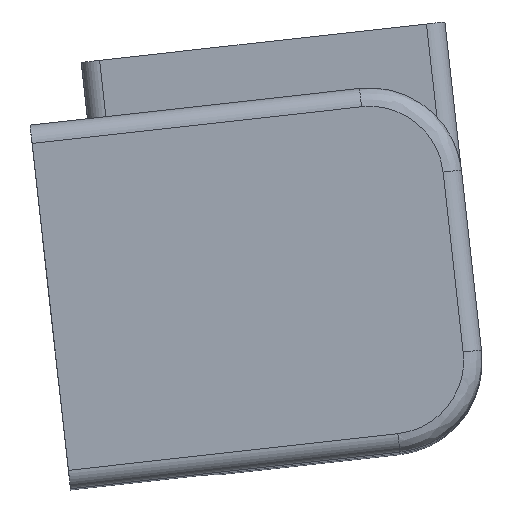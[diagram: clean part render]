
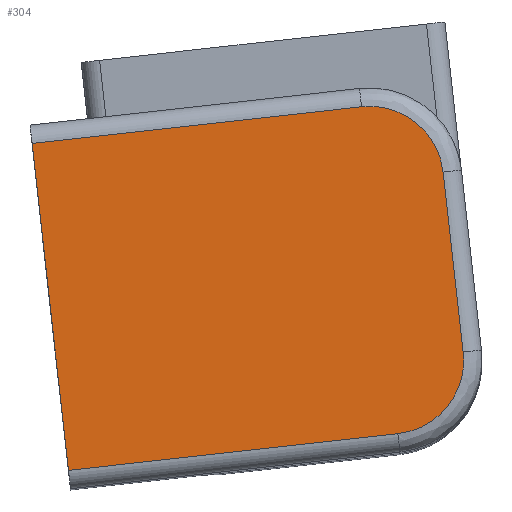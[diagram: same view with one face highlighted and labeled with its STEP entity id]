
A CAD part, top view. The second image highlights one B-rep face of the part: STEP entity #304.
In plain terms, the highlighted face is planar.
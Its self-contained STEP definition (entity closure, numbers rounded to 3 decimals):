
#35 = ORIENTED_EDGE ( 'NONE', *, *, #2420, .T. ) ;
#85 = CARTESIAN_POINT ( 'NONE',  ( 9.015, -58.039, 3.489 ) ) ;
#97 = CARTESIAN_POINT ( 'NONE',  ( 9.307, -58.039, 3.36 ) ) ;
#101 = VERTEX_POINT ( 'NONE', #1229 ) ;
#163 = CARTESIAN_POINT ( 'NONE',  ( 8.388, -58.039, 15.947 ) ) ;
#186 = CARTESIAN_POINT ( 'NONE',  ( 7.892, -58.039, 15.391 ) ) ;
#202 = CARTESIAN_POINT ( 'NONE',  ( 8.903, -58.039, 16.319 ) ) ;
#262 = CARTESIAN_POINT ( 'NONE',  ( 24.086, -58.039, 16.713 ) ) ;
#263 = CARTESIAN_POINT ( 'NONE',  ( 6.174, -58.039, 16.713 ) ) ;
#284 = ORIENTED_EDGE ( 'NONE', *, *, #2008, .T. ) ;
#285 = FACE_OUTER_BOUND ( 'NONE', #954, .T. ) ;
#289 = CARTESIAN_POINT ( 'NONE',  ( 8.216, -58.039, 4.09 ) ) ;
#290 = CARTESIAN_POINT ( 'NONE',  ( 7.634, -58.039, 14.902 ) ) ;
#301 = CARTESIAN_POINT ( 'NONE',  ( 9.27, -58.039, 3.375 ) ) ;
#304 = ADVANCED_FACE ( '��8', ( #285 ), #1087, .T. ) ;
#332 = CARTESIAN_POINT ( 'NONE',  ( 7.568, -58.039, 14.74 ) ) ;
#374 = CARTESIAN_POINT ( 'NONE',  ( 9.7, -58.039, 3.214 ) ) ;
#391 = CARTESIAN_POINT ( 'NONE',  ( 10.226, -58.039, 16.713 ) ) ;
#432 = CARTESIAN_POINT ( 'NONE',  ( 6.174, -58.039, 3.15 ) ) ;
#495 = CARTESIAN_POINT ( 'NONE',  ( 7.669, -58.039, 4.867 ) ) ;
#512 = CARTESIAN_POINT ( 'NONE',  ( 7.531, -58.039, 5.226 ) ) ;
#586 = CARTESIAN_POINT ( 'NONE',  ( 9.346, -58.039, 3.345 ) ) ;
#611 = CARTESIAN_POINT ( 'NONE',  ( 9.938, -58.039, 16.686 ) ) ;
#629 = VERTEX_POINT ( 'NONE', #2260 ) ;
#780 = CARTESIAN_POINT ( 'NONE',  ( 9.302, -58.039, 16.501 ) ) ;
#815 = CARTESIAN_POINT ( 'NONE',  ( 24.086, -58.039, 17.475 ) ) ;
#824 = B_SPLINE_CURVE_WITH_KNOTS ( 'NONE', 3,
 ( #1544, #391, #611, #2551, #1198, #1186, #1999, #1971, #780, #1401, #202, #2332, #163, #1983, #186, #2567, #290, #1891, #1328, #2120, #332, #2317, #937, #1674 ),
 .UNSPECIFIED., .F., .F.,
 ( 4, 1, 1, 1, 1, 2, 2, 2, 2, 1, 1, 1, 1, 2, 2, 4 ),
 ( 0., 0.125, 0.187, 0.219, 0.234, 0.242, 0.25, 0.375, 0.5, 0.625, 0.688, 0.719, 0.734, 0.742, 0.75, 1. ),
 .UNSPECIFIED. ) ;
#835 = VECTOR ( 'NONE', #1024, 1000. ) ;
#886 = CARTESIAN_POINT ( 'NONE',  ( 7.373, -58.039, 6.198 ) ) ;
#894 = DIRECTION ( 'NONE',  ( 0., -1., 0. ) ) ;
#898 = CARTESIAN_POINT ( 'NONE',  ( 7.572, -58.039, 5.112 ) ) ;
#937 = CARTESIAN_POINT ( 'NONE',  ( 7.373, -58.039, 14.031 ) ) ;
#954 = EDGE_LOOP ( 'NONE', ( #35, #2488, #2160, #1815, #1147, #284 ) ) ;
#1024 = DIRECTION ( 'NONE',  ( 0., 0., -1. ) ) ;
#1029 = EDGE_CURVE ( 'NONE', #2145, #629, #1630, .T. ) ;
#1087 = PLANE ( 'NONE',  #1824 ) ;
#1092 = CARTESIAN_POINT ( 'NONE',  ( 8.446, -58.039, 3.865 ) ) ;
#1147 = ORIENTED_EDGE ( 'NONE', *, *, #1029, .T. ) ;
#1186 = CARTESIAN_POINT ( 'NONE',  ( 9.369, -58.039, 16.527 ) ) ;
#1198 = CARTESIAN_POINT ( 'NONE',  ( 9.449, -58.039, 16.555 ) ) ;
#1229 = CARTESIAN_POINT ( 'NONE',  ( 10.421, -58.039, 3.15 ) ) ;
#1293 = CARTESIAN_POINT ( 'NONE',  ( 7.816, -58.039, 4.587 ) ) ;
#1303 = CARTESIAN_POINT ( 'NONE',  ( 7.585, -58.039, 5.078 ) ) ;
#1327 = CARTESIAN_POINT ( 'NONE',  ( 7.56, -58.039, 5.146 ) ) ;
#1328 = CARTESIAN_POINT ( 'NONE',  ( 7.584, -58.039, 14.779 ) ) ;
#1338 = DIRECTION ( 'NONE',  ( 0., 0., -1. ) ) ;
#1370 = VECTOR ( 'NONE', #1338, 1000. ) ;
#1401 = CARTESIAN_POINT ( 'NONE',  ( 9.09, -58.039, 16.417 ) ) ;
#1481 = CARTESIAN_POINT ( 'NONE',  ( 7.581, -58.039, 5.089 ) ) ;
#1494 = CARTESIAN_POINT ( 'NONE',  ( 8.006, -58.039, 4.333 ) ) ;
#1509 = VERTEX_POINT ( 'NONE', #1978 ) ;
#1518 = CARTESIAN_POINT ( 'NONE',  ( 7.4, -58.039, 5.715 ) ) ;
#1544 = CARTESIAN_POINT ( 'NONE',  ( 10.421, -58.039, 16.713 ) ) ;
#1545 = VERTEX_POINT ( 'NONE', #2147 ) ;
#1567 = CARTESIAN_POINT ( 'NONE',  ( 10.055, -58.039, 3.15 ) ) ;
#1578 = LINE ( 'NONE', #1991, #1370 ) ;
#1630 = LINE ( 'NONE', #263, #2001 ) ;
#1674 = CARTESIAN_POINT ( 'NONE',  ( 7.373, -58.039, 13.665 ) ) ;
#1757 = B_SPLINE_CURVE_WITH_KNOTS ( 'NONE', 3,
 ( #886, #1918, #1518, #2461, #512, #1327, #898, #1481, #1303, #495, #1293, #1494, #2084, #289, #1092, #1890, #85, #2472, #301, #97, #2487, #586, #374, #1567, #2316 ),
 .UNSPECIFIED., .F., .F.,
 ( 4, 1, 1, 1, 1, 2, 2, 1, 2, 2, 1, 1, 1, 1, 2, 2, 4 ),
 ( 0., 0.125, 0.188, 0.219, 0.234, 0.242, 0.25, 0.375, 0.438, 0.5, 0.625, 0.688, 0.719, 0.734, 0.742, 0.75, 1. ),
 .UNSPECIFIED. ) ;
#1778 = EDGE_CURVE ( 'NONE', #101, #1509, #1810, .T. ) ;
#1810 = LINE ( 'NONE', #432, #2073 ) ;
#1815 = ORIENTED_EDGE ( 'NONE', *, *, #2205, .F. ) ;
#1824 = AXIS2_PLACEMENT_3D ( 'NONE', #1885, #894, #2465 ) ;
#1885 = CARTESIAN_POINT ( 'NONE',  ( 6.174, -58.039, 17.852 ) ) ;
#1890 = CARTESIAN_POINT ( 'NONE',  ( 8.695, -58.039, 3.669 ) ) ;
#1891 = CARTESIAN_POINT ( 'NONE',  ( 7.598, -58.039, 14.816 ) ) ;
#1918 = CARTESIAN_POINT ( 'NONE',  ( 7.373, -58.039, 6.003 ) ) ;
#1937 = EDGE_CURVE ( 'NONE', #2528, #101, #1757, .T. ) ;
#1971 = CARTESIAN_POINT ( 'NONE',  ( 9.312, -58.039, 16.505 ) ) ;
#1978 = CARTESIAN_POINT ( 'NONE',  ( 24.086, -58.039, 3.15 ) ) ;
#1983 = CARTESIAN_POINT ( 'NONE',  ( 8.089, -58.039, 15.64 ) ) ;
#1991 = CARTESIAN_POINT ( 'NONE',  ( 7.373, -58.039, 17.852 ) ) ;
#1999 = CARTESIAN_POINT ( 'NONE',  ( 9.335, -58.039, 16.514 ) ) ;
#2001 = VECTOR ( 'NONE', #2032, 1000. ) ;
#2008 = EDGE_CURVE ( 'NONE', #629, #1545, #824, .T. ) ;
#2032 = DIRECTION ( 'NONE',  ( -1., 0., 0. ) ) ;
#2073 = VECTOR ( 'NONE', #2438, 1000. ) ;
#2084 = CARTESIAN_POINT ( 'NONE',  ( 8.143, -58.039, 4.17 ) ) ;
#2120 = CARTESIAN_POINT ( 'NONE',  ( 7.574, -58.039, 14.754 ) ) ;
#2145 = VERTEX_POINT ( 'NONE', #262 ) ;
#2147 = CARTESIAN_POINT ( 'NONE',  ( 7.373, -58.039, 13.665 ) ) ;
#2160 = ORIENTED_EDGE ( 'NONE', *, *, #1778, .T. ) ;
#2205 = EDGE_CURVE ( 'NONE', #2145, #1509, #2246, .T. ) ;
#2246 = LINE ( 'NONE', #815, #835 ) ;
#2260 = CARTESIAN_POINT ( 'NONE',  ( 10.421, -58.039, 16.713 ) ) ;
#2316 = CARTESIAN_POINT ( 'NONE',  ( 10.421, -58.039, 3.15 ) ) ;
#2317 = CARTESIAN_POINT ( 'NONE',  ( 7.437, -58.039, 14.386 ) ) ;
#2332 = CARTESIAN_POINT ( 'NONE',  ( 8.553, -58.039, 16.084 ) ) ;
#2377 = CARTESIAN_POINT ( 'NONE',  ( 7.373, -58.039, 6.198 ) ) ;
#2420 = EDGE_CURVE ( 'NONE', #1545, #2528, #1578, .T. ) ;
#2438 = DIRECTION ( 'NONE',  ( 1., 0., 0. ) ) ;
#2461 = CARTESIAN_POINT ( 'NONE',  ( 7.479, -58.039, 5.388 ) ) ;
#2465 = DIRECTION ( 'NONE',  ( 0., 0., -1. ) ) ;
#2472 = CARTESIAN_POINT ( 'NONE',  ( 9.184, -58.039, 3.411 ) ) ;
#2487 = CARTESIAN_POINT ( 'NONE',  ( 9.332, -58.039, 3.351 ) ) ;
#2488 = ORIENTED_EDGE ( 'NONE', *, *, #1937, .T. ) ;
#2528 = VERTEX_POINT ( 'NONE', #2377 ) ;
#2551 = CARTESIAN_POINT ( 'NONE',  ( 9.611, -58.039, 16.607 ) ) ;
#2567 = CARTESIAN_POINT ( 'NONE',  ( 7.712, -58.039, 15.071 ) ) ;
